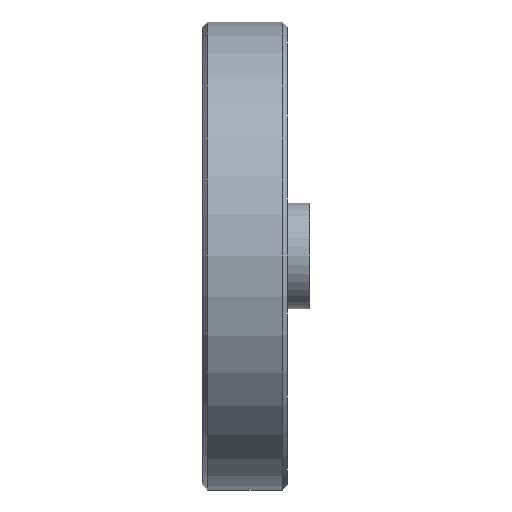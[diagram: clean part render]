
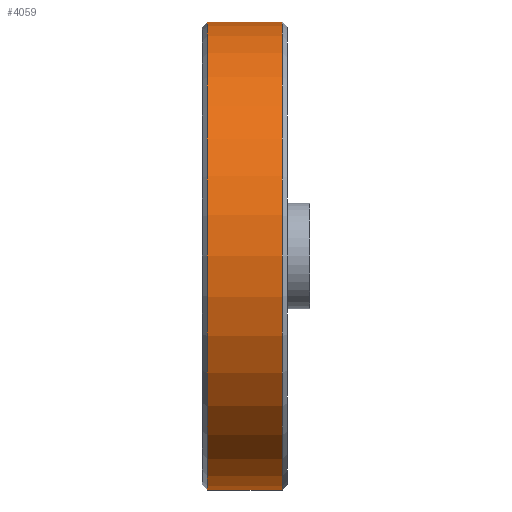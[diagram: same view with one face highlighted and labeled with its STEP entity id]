
A CAD part, left-side view. The second image highlights one B-rep face of the part: STEP entity #4059.
In plain terms, the highlighted cylindrical face has radius 34.925 mm (diameter 69.85 mm), a partial arc.
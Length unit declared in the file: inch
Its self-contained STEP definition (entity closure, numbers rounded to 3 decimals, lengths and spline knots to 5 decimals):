
#40 = ORIENTED_EDGE ( 'NONE', *, *, #2873, .T. ) ;
#43 = ORIENTED_EDGE ( 'NONE', *, *, #2758, .T. ) ;
#97 = ORIENTED_EDGE ( 'NONE', *, *, #2737, .F. ) ;
#258 = EDGE_LOOP ( 'NONE', ( #97, #40, #43, #287 ) ) ;
#287 = ORIENTED_EDGE ( 'NONE', *, *, #2852, .F. ) ;
#381 = VERTEX_POINT ( 'NONE', #2433 ) ;
#800 = VERTEX_POINT ( 'NONE', #2350 ) ;
#868 = VERTEX_POINT ( 'NONE', #2307 ) ;
#923 = VERTEX_POINT ( 'NONE', #2276 ) ;
#1023 = CYLINDRICAL_SURFACE ( 'NONE', #3039, 1.375 ) ;
#1028 = FACE_OUTER_BOUND ( 'NONE', #258, .T. ) ;
#1505 = CIRCLE ( 'NONE', #2590, 1.375 ) ;
#1533 = CIRCLE ( 'NONE', #2606, 1.375 ) ;
#1652 = VECTOR ( 'NONE', #2138, 39.37008 ) ;
#1656 = LINE ( 'NONE', #2136, #1652 ) ;
#1684 = VECTOR ( 'NONE', #2217, 39.37008 ) ;
#1687 = LINE ( 'NONE', #2188, #1684 ) ;
#1822 = DIRECTION ( 'NONE',  ( 0., 0., 1. ) ) ;
#1823 = DIRECTION ( 'NONE',  ( 0., 1., 0. ) ) ;
#1824 = CARTESIAN_POINT ( 'NONE',  ( 0., -1.14312, 0. ) ) ;
#1880 = DIRECTION ( 'NONE',  ( 0., 0., 1. ) ) ;
#1881 = DIRECTION ( 'NONE',  ( 0., 1., 0. ) ) ;
#1882 = CARTESIAN_POINT ( 'NONE',  ( 0., -0.70312, 0. ) ) ;
#2136 = CARTESIAN_POINT ( 'NONE',  ( 0., 0., 1.375 ) ) ;
#2138 = DIRECTION ( 'NONE',  ( 0., 1., 0. ) ) ;
#2188 = CARTESIAN_POINT ( 'NONE',  ( 0., 0., -1.375 ) ) ;
#2217 = DIRECTION ( 'NONE',  ( 0., 1., 0. ) ) ;
#2276 = CARTESIAN_POINT ( 'NONE',  ( 0., -1.14312, 1.375 ) ) ;
#2307 = CARTESIAN_POINT ( 'NONE',  ( 0., -1.14312, -1.375 ) ) ;
#2350 = CARTESIAN_POINT ( 'NONE',  ( 0., -0.70312, 1.375 ) ) ;
#2433 = CARTESIAN_POINT ( 'NONE',  ( 0., -0.70312, -1.375 ) ) ;
#2590 = AXIS2_PLACEMENT_3D ( 'NONE', #1824, #1823, #1822 ) ;
#2606 = AXIS2_PLACEMENT_3D ( 'NONE', #1882, #1881, #1880 ) ;
#2737 = EDGE_CURVE ( 'NONE', #868, #381, #1687, .T. ) ;
#2758 = EDGE_CURVE ( 'NONE', #923, #800, #1656, .T. ) ;
#2852 = EDGE_CURVE ( 'NONE', #381, #800, #1533, .T. ) ;
#2873 = EDGE_CURVE ( 'NONE', #868, #923, #1505, .T. ) ;
#3039 = AXIS2_PLACEMENT_3D ( 'NONE', #3195, #3197, #3199 ) ;
#3195 = CARTESIAN_POINT ( 'NONE',  ( 0., 0., 0. ) ) ;
#3197 = DIRECTION ( 'NONE',  ( 0., 1., 0. ) ) ;
#3199 = DIRECTION ( 'NONE',  ( 0., 0., 1. ) ) ;
#4059 = ADVANCED_FACE ( 'NONE', ( #1028 ), #1023, .T. ) ;
